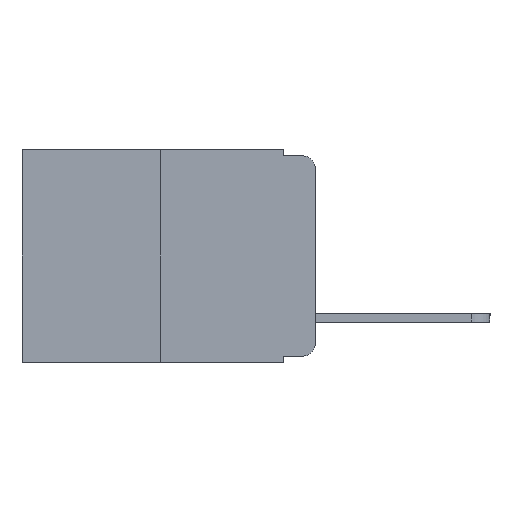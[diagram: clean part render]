
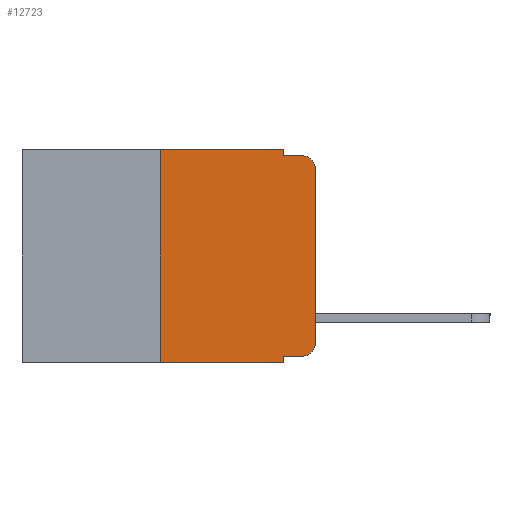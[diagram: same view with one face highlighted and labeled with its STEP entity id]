
A CAD part, left-side view. The second image highlights one B-rep face of the part: STEP entity #12723.
In plain terms, the highlighted planar face has unit normal (-1, 0, 0).
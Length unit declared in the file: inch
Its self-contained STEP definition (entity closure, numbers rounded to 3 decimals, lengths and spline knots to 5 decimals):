
#351 = ORIENTED_EDGE ( 'NONE', *, *, #3657, .F. ) ;
#524 = CARTESIAN_POINT ( 'NONE',  ( 0., 0.25, -0.343 ) ) ;
#1414 = DIRECTION ( 'NONE',  ( 0., 0., -1. ) ) ;
#1426 = ORIENTED_EDGE ( 'NONE', *, *, #3184, .T. ) ;
#2246 = ORIENTED_EDGE ( 'NONE', *, *, #4943, .T. ) ;
#2293 = LINE ( 'NONE', #18978, #10396 ) ;
#2732 = FACE_OUTER_BOUND ( 'NONE', #7489, .T. ) ;
#3025 = VERTEX_POINT ( 'NONE', #9027 ) ;
#3184 = EDGE_CURVE ( 'NONE', #16298, #14729, #19360, .T. ) ;
#3238 = EDGE_CURVE ( 'NONE', #19393, #16298, #2293, .T. ) ;
#3657 = EDGE_CURVE ( 'NONE', #19393, #3025, #19533, .T. ) ;
#3691 = EDGE_CURVE ( 'NONE', #11794, #4997, #18579, .T. ) ;
#3731 = VERTEX_POINT ( 'NONE', #16330 ) ;
#3769 = EDGE_CURVE ( 'NONE', #3731, #3981, #13195, .T. ) ;
#3964 = CARTESIAN_POINT ( 'NONE',  ( 0., 0.473, 0. ) ) ;
#3981 = VERTEX_POINT ( 'NONE', #5160 ) ;
#4056 = VERTEX_POINT ( 'NONE', #10437 ) ;
#4133 = EDGE_CURVE ( 'NONE', #3981, #4056, #15299, .T. ) ;
#4137 = EDGE_CURVE ( 'NONE', #9550, #4056, #15775, .T. ) ;
#4245 = DIRECTION ( 'NONE',  ( 0., 0., -1. ) ) ;
#4337 = VECTOR ( 'NONE', #19737, 39.37008 ) ;
#4380 = ORIENTED_EDGE ( 'NONE', *, *, #12934, .T. ) ;
#4499 = DIRECTION ( 'NONE',  ( 0., -1., 0. ) ) ;
#4796 = CARTESIAN_POINT ( 'NONE',  ( 0., 0., -0.313 ) ) ;
#4943 = EDGE_CURVE ( 'NONE', #14729, #9550, #20169, .T. ) ;
#4952 = CARTESIAN_POINT ( 'NONE',  ( 0., 0.02, -0.333 ) ) ;
#4997 = VERTEX_POINT ( 'NONE', #19923 ) ;
#5160 = CARTESIAN_POINT ( 'NONE',  ( 0., 0.051, -0.01 ) ) ;
#5306 = EDGE_CURVE ( 'NONE', #4997, #3731, #15485, .T. ) ;
#5635 = DIRECTION ( 'NONE',  ( 0., 0., 1. ) ) ;
#7111 = ORIENTED_EDGE ( 'NONE', *, *, #3769, .F. ) ;
#7177 = DIRECTION ( 'NONE',  ( 0., 0., -1. ) ) ;
#7257 = VECTOR ( 'NONE', #13426, 39.37008 ) ;
#7457 = CARTESIAN_POINT ( 'NONE',  ( 0., 0.051, 0. ) ) ;
#7489 = EDGE_LOOP ( 'NONE', ( #2246, #14876, #18841, #7111, #11803, #15833, #4380, #351, #17237, #1426 ) ) ;
#7501 = DIRECTION ( 'NONE',  ( 0., 0., 1. ) ) ;
#7991 = VECTOR ( 'NONE', #7501, 39.37008 ) ;
#8485 = CARTESIAN_POINT ( 'NONE',  ( 0., 0., -0.03 ) ) ;
#8821 = DIRECTION ( 'NONE',  ( 1., 0., 0. ) ) ;
#9027 = CARTESIAN_POINT ( 'NONE',  ( 0., 0.051, -0.343 ) ) ;
#9550 = VERTEX_POINT ( 'NONE', #8485 ) ;
#10396 = VECTOR ( 'NONE', #13530, 39.37008 ) ;
#10437 = CARTESIAN_POINT ( 'NONE',  ( 0., 0.02, -0.01 ) ) ;
#10770 = VECTOR ( 'NONE', #11850, 39.37008 ) ;
#11051 = CARTESIAN_POINT ( 'NONE',  ( 0., 0.051, -0.333 ) ) ;
#11513 = AXIS2_PLACEMENT_3D ( 'NONE', #12023, #12008, #1414 ) ;
#11794 = VERTEX_POINT ( 'NONE', #524 ) ;
#11803 = ORIENTED_EDGE ( 'NONE', *, *, #5306, .F. ) ;
#11805 = CARTESIAN_POINT ( 'NONE',  ( 0., 0.051, -0.01 ) ) ;
#11850 = DIRECTION ( 'NONE',  ( 0., -1., 0. ) ) ;
#12008 = DIRECTION ( 'NONE',  ( -1., 0., 0. ) ) ;
#12023 = CARTESIAN_POINT ( 'NONE',  ( 0., 0.02, -0.03 ) ) ;
#12723 = ADVANCED_FACE ( 'NONE', ( #2732 ), #16466, .F. ) ;
#12934 = EDGE_CURVE ( 'NONE', #11794, #3025, #18566, .T. ) ;
#13195 = LINE ( 'NONE', #19671, #4337 ) ;
#13426 = DIRECTION ( 'NONE',  ( 0., -1., 0. ) ) ;
#13530 = DIRECTION ( 'NONE',  ( 0., -1., 0. ) ) ;
#14046 = AXIS2_PLACEMENT_3D ( 'NONE', #17847, #20127, #4245 ) ;
#14595 = VECTOR ( 'NONE', #4499, 39.37008 ) ;
#14729 = VERTEX_POINT ( 'NONE', #4796 ) ;
#14876 = ORIENTED_EDGE ( 'NONE', *, *, #4137, .T. ) ;
#15087 = VECTOR ( 'NONE', #5635, 39.37008 ) ;
#15299 = LINE ( 'NONE', #11805, #10770 ) ;
#15485 = LINE ( 'NONE', #3964, #7257 ) ;
#15559 = VECTOR ( 'NONE', #7177, 39.37008 ) ;
#15775 = CIRCLE ( 'NONE', #11513, 0.02 ) ;
#15833 = ORIENTED_EDGE ( 'NONE', *, *, #3691, .F. ) ;
#16298 = VERTEX_POINT ( 'NONE', #4952 ) ;
#16330 = CARTESIAN_POINT ( 'NONE',  ( 0., 0.051, 0. ) ) ;
#16466 = PLANE ( 'NONE',  #17889 ) ;
#17237 = ORIENTED_EDGE ( 'NONE', *, *, #3238, .T. ) ;
#17847 = CARTESIAN_POINT ( 'NONE',  ( 0., 0.02, -0.313 ) ) ;
#17889 = AXIS2_PLACEMENT_3D ( 'NONE', #17946, #8821, #19452 ) ;
#17946 = CARTESIAN_POINT ( 'NONE',  ( 0., 0.473, 0. ) ) ;
#18207 = CARTESIAN_POINT ( 'NONE',  ( 0., 0., 0. ) ) ;
#18566 = LINE ( 'NONE', #19913, #14595 ) ;
#18579 = LINE ( 'NONE', #20420, #15087 ) ;
#18841 = ORIENTED_EDGE ( 'NONE', *, *, #4133, .F. ) ;
#18978 = CARTESIAN_POINT ( 'NONE',  ( 0., 0.051, -0.333 ) ) ;
#19360 = CIRCLE ( 'NONE', #14046, 0.02 ) ;
#19393 = VERTEX_POINT ( 'NONE', #11051 ) ;
#19452 = DIRECTION ( 'NONE',  ( 0., 0., -1. ) ) ;
#19533 = LINE ( 'NONE', #7457, #15559 ) ;
#19671 = CARTESIAN_POINT ( 'NONE',  ( 0., 0.051, 0. ) ) ;
#19737 = DIRECTION ( 'NONE',  ( 0., 0., -1. ) ) ;
#19913 = CARTESIAN_POINT ( 'NONE',  ( 0., 0.473, -0.343 ) ) ;
#19923 = CARTESIAN_POINT ( 'NONE',  ( 0., 0.25, 0. ) ) ;
#20127 = DIRECTION ( 'NONE',  ( -1., 0., 0. ) ) ;
#20169 = LINE ( 'NONE', #18207, #7991 ) ;
#20420 = CARTESIAN_POINT ( 'NONE',  ( 0., 0.25, 0. ) ) ;
